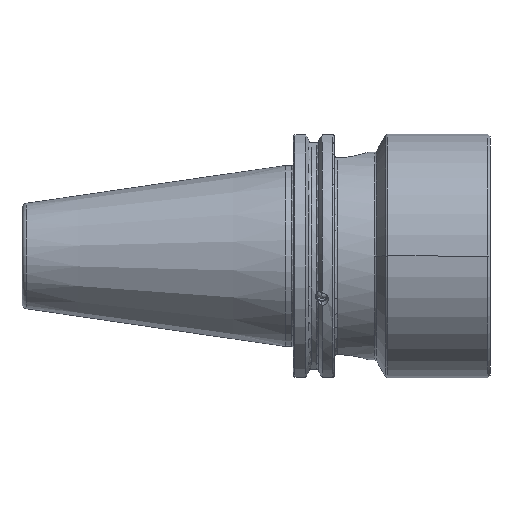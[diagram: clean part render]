
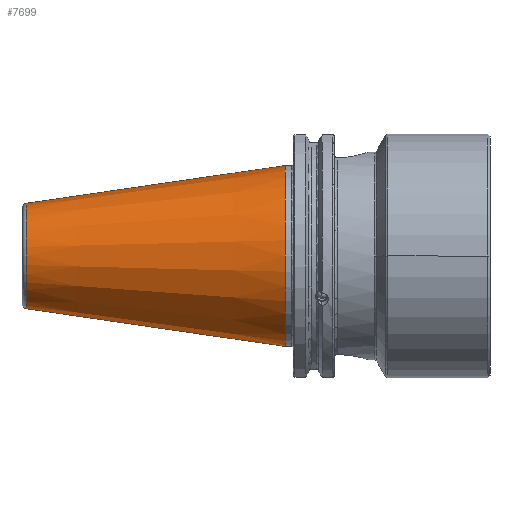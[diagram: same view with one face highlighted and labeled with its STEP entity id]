
A CAD part, front view. The second image highlights one B-rep face of the part: STEP entity #7699.
In plain terms, the highlighted conical face has half-angle 8.297 degrees and reference radius 34.925 mm.
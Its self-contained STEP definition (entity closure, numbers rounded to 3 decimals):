
#109 = DIRECTION ( 'NONE',  ( 0.99, 0., -0.144 ) ) ;
#316 = CARTESIAN_POINT ( 'NONE',  ( -99.889, 0., -20.358 ) ) ;
#1089 = AXIS2_PLACEMENT_3D ( 'NONE', #7925, #7274, #6613 ) ;
#1217 = AXIS2_PLACEMENT_3D ( 'NONE', #3554, #6430, #8556 ) ;
#1757 = CARTESIAN_POINT ( 'NONE',  ( -99.889, 0., 20.358 ) ) ;
#1864 = VECTOR ( 'NONE', #109, 1000. ) ;
#1906 = CONICAL_SURFACE ( 'NONE', #1217, 34.925, 0.145 ) ;
#1986 = VECTOR ( 'NONE', #2358, 1000. ) ;
#2204 = EDGE_CURVE ( 'NONE', #7826, #7222, #4730, .T. ) ;
#2358 = DIRECTION ( 'NONE',  ( 0.99, 0., 0.144 ) ) ;
#2361 = FACE_OUTER_BOUND ( 'NONE', #4506, .T. ) ;
#2450 = CARTESIAN_POINT ( 'NONE',  ( 0., 0., 34.925 ) ) ;
#2747 = ORIENTED_EDGE ( 'NONE', *, *, #5683, .T. ) ;
#3058 = CARTESIAN_POINT ( 'NONE',  ( 0., 0., -34.925 ) ) ;
#3069 = CARTESIAN_POINT ( 'NONE',  ( 0., 0., 34.925 ) ) ;
#3111 = ORIENTED_EDGE ( 'NONE', *, *, #3944, .F. ) ;
#3554 = CARTESIAN_POINT ( 'NONE',  ( 0., 0., 0. ) ) ;
#3737 = LINE ( 'NONE', #5002, #1864 ) ;
#3871 = DIRECTION ( 'NONE',  ( -1., 0., 0. ) ) ;
#3944 = EDGE_CURVE ( 'NONE', #4874, #3955, #8060, .T. ) ;
#3955 = VERTEX_POINT ( 'NONE', #1757 ) ;
#4506 = EDGE_LOOP ( 'NONE', ( #8317, #3111, #2747, #9133 ) ) ;
#4730 = CIRCLE ( 'NONE', #1089, 34.925 ) ;
#4874 = VERTEX_POINT ( 'NONE', #316 ) ;
#5002 = CARTESIAN_POINT ( 'NONE',  ( 0., 0., -34.925 ) ) ;
#5303 = EDGE_CURVE ( 'NONE', #3955, #7222, #5733, .T. ) ;
#5683 = EDGE_CURVE ( 'NONE', #4874, #7826, #3737, .T. ) ;
#5733 = LINE ( 'NONE', #3069, #1986 ) ;
#6430 = DIRECTION ( 'NONE',  ( 1., 0., 0. ) ) ;
#6613 = DIRECTION ( 'NONE',  ( 0., 0., 1. ) ) ;
#7222 = VERTEX_POINT ( 'NONE', #2450 ) ;
#7274 = DIRECTION ( 'NONE',  ( -1., 0., 0. ) ) ;
#7633 = AXIS2_PLACEMENT_3D ( 'NONE', #8149, #3871, #8856 ) ;
#7699 = ADVANCED_FACE ( 'NONE', ( #2361 ), #1906, .T. ) ;
#7826 = VERTEX_POINT ( 'NONE', #3058 ) ;
#7925 = CARTESIAN_POINT ( 'NONE',  ( 0., 0., 0. ) ) ;
#8060 = CIRCLE ( 'NONE', #7633, 20.358 ) ;
#8149 = CARTESIAN_POINT ( 'NONE',  ( -99.889, 0., 0. ) ) ;
#8317 = ORIENTED_EDGE ( 'NONE', *, *, #5303, .F. ) ;
#8556 = DIRECTION ( 'NONE',  ( 0., 0., -1. ) ) ;
#8856 = DIRECTION ( 'NONE',  ( 0., 0., 1. ) ) ;
#9133 = ORIENTED_EDGE ( 'NONE', *, *, #2204, .T. ) ;
